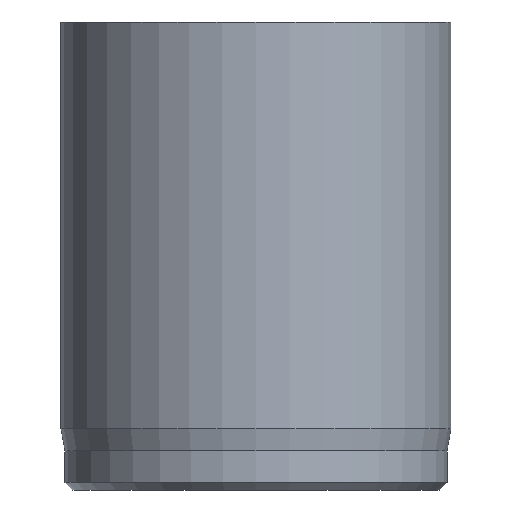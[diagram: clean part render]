
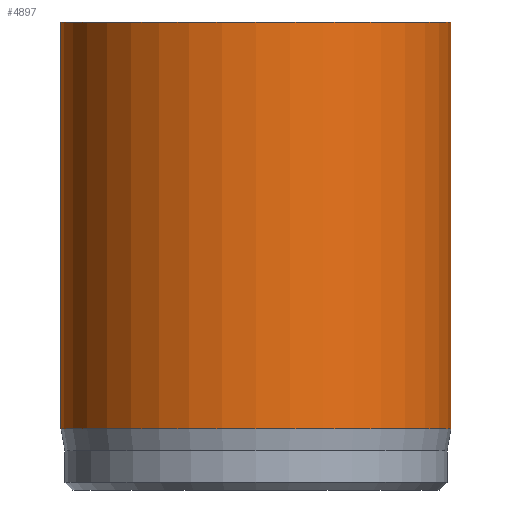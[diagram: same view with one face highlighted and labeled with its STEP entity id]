
A CAD part, front view. The second image highlights one B-rep face of the part: STEP entity #4897.
In plain terms, the highlighted cylindrical face has radius 5 mm (diameter 10 mm), a full revolution.
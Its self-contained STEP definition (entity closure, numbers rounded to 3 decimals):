
#33=CYLINDRICAL_SURFACE('',#5099,5.);
#50=CIRCLE('',#5072,5.);
#62=CIRCLE('',#5097,5.);
#63=CIRCLE('',#5098,5.);
#403=FACE_OUTER_BOUND('',#693,.T.);
#693=EDGE_LOOP('',(#4193,#4194,#4195,#4196,#4197));
#1041=LINE('',#8862,#1402);
#1402=VECTOR('',#5612,5.);
#2191=VERTEX_POINT('',#8813);
#2203=VERTEX_POINT('',#8856);
#2204=VERTEX_POINT('',#8857);
#2866=EDGE_CURVE('',#2191,#2191,#50,.T.);
#2884=EDGE_CURVE('',#2203,#2204,#62,.T.);
#2885=EDGE_CURVE('',#2204,#2203,#63,.T.);
#2887=EDGE_CURVE('',#2191,#2203,#1041,.T.);
#4193=ORIENTED_EDGE('',*,*,#2866,.T.);
#4194=ORIENTED_EDGE('',*,*,#2887,.T.);
#4195=ORIENTED_EDGE('',*,*,#2884,.T.);
#4196=ORIENTED_EDGE('',*,*,#2885,.T.);
#4197=ORIENTED_EDGE('',*,*,#2887,.F.);
#4897=ADVANCED_FACE('',(#403),#33,.T.);
#5072=AXIS2_PLACEMENT_3D('',#8814,#5549,#5550);
#5097=AXIS2_PLACEMENT_3D('',#8858,#5605,#5606);
#5098=AXIS2_PLACEMENT_3D('',#8859,#5607,#5608);
#5099=AXIS2_PLACEMENT_3D('',#8861,#5610,#5611);
#5549=DIRECTION('center_axis',(0.,0.,-1.));
#5550=DIRECTION('ref_axis',(-1.,0.,0.));
#5605=DIRECTION('center_axis',(0.,0.,1.));
#5606=DIRECTION('ref_axis',(-1.,0.,0.));
#5607=DIRECTION('center_axis',(0.,0.,1.));
#5608=DIRECTION('ref_axis',(-1.,0.,0.));
#5610=DIRECTION('center_axis',(0.,0.,1.));
#5611=DIRECTION('ref_axis',(-1.,0.,0.));
#5612=DIRECTION('',(0.,0.,-1.));
#8813=CARTESIAN_POINT('',(5.,0.,12.));
#8814=CARTESIAN_POINT('Origin',(0.,0.,12.));
#8856=CARTESIAN_POINT('',(5.,0.,1.567));
#8857=CARTESIAN_POINT('',(-5.,0.,1.567));
#8858=CARTESIAN_POINT('Origin',(0.,0.,1.567));
#8859=CARTESIAN_POINT('Origin',(0.,0.,1.567));
#8861=CARTESIAN_POINT('Origin',(0.,0.,0.));
#8862=CARTESIAN_POINT('',(5.,0.,0.));
